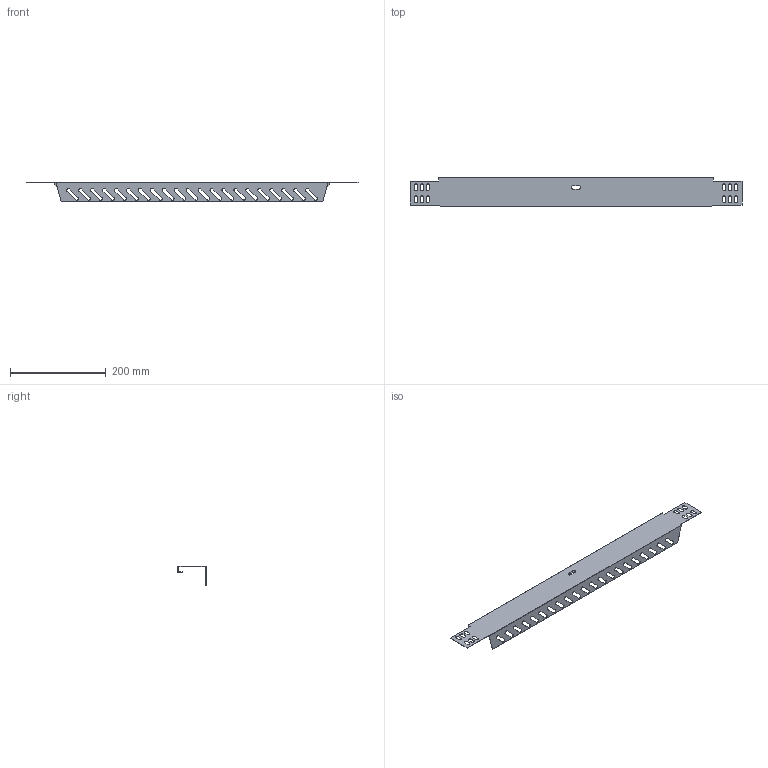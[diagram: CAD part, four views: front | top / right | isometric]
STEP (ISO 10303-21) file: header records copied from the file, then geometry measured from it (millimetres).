
FILE_DESCRIPTION (( 'STEP AP214' ), '1' );
FILE_NAME ('7109621.stp', '2018-10-02T14:13:20', ( '' ), ( '' ), 'SwSTEP 2.0', 'SolidWorks 2018', '' );
FILE_SCHEMA (( 'AUTOMOTIVE_DESIGN' ));
Length unit declared in the file: millimetre
Products named in the file (1): 7109621
Bounding box: 695 x 59.4 x 40 mm (x, y, z)
Volume: 47228.9 mm3; surface area: 137446.8 mm2
Topology: 1 solids, 1 shells, 192 faces, 570 edges, 380 vertices
Faces by surface type: plane 98, cylinder 90, bspline 4
Entity records: 6788 total; most frequent: CARTESIAN_POINT 1347, ORIENTED_EDGE 1140, DIRECTION 1104, EDGE_CURVE 570, VERTEX_POINT 380, AXIS2_PLACEMENT_3D 369, VECTOR 366, LINE 366
